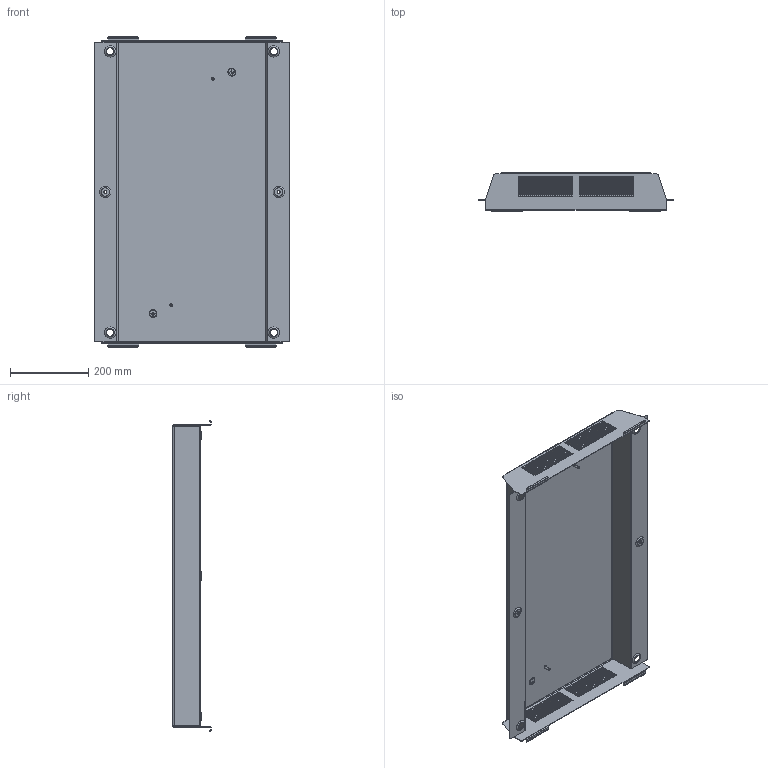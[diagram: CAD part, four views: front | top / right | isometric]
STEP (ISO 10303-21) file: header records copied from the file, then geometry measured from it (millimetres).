
FILE_DESCRIPTION (( 'STEP AP214' ), '1' );
FILE_NAME ('625.802.STEP', '2024-09-27T09:26:40', ( '' ), ( '' ), 'SwSTEP 2.0', 'SolidWorks 2021', '' );
FILE_SCHEMA (( 'AUTOMOTIVE_DESIGN' ));
Length unit declared in the file: millimetre
Products named in the file (4): Çíàê çàçåìëåíèÿ ô20ìì; Øïèëüêà ïðèâàðíàÿ Ì6õ16; 625.802; Âåíòèëÿöèîííàÿ W500D800
Assembly tree (5 placements, depth 2):
  625.802
    Âåíòèëÿöèîííàÿ W500D800
    Øïèëüêà ïðèâàðíàÿ Ì6õ16  x2
    Çíàê çàçåìëåíèÿ ô20ìì  x2
Bounding box: 500 x 98.1 x 796.6 mm (x, y, z)
Volume: 843071.8 mm3; surface area: 1147916.5 mm2
Topology: 5 solids, 5 shells, 742 faces, 2008 edges, 1300 vertices
Faces by surface type: plane 626, cylinder 80, cone 28, bspline 8
Entity records: 22771 total; most frequent: CARTESIAN_POINT 4116, ORIENTED_EDGE 3852, DIRECTION 3508, EDGE_CURVE 1926, VECTOR 1688, LINE 1688, VERTEX_POINT 1246, EDGE_LOOP 958
